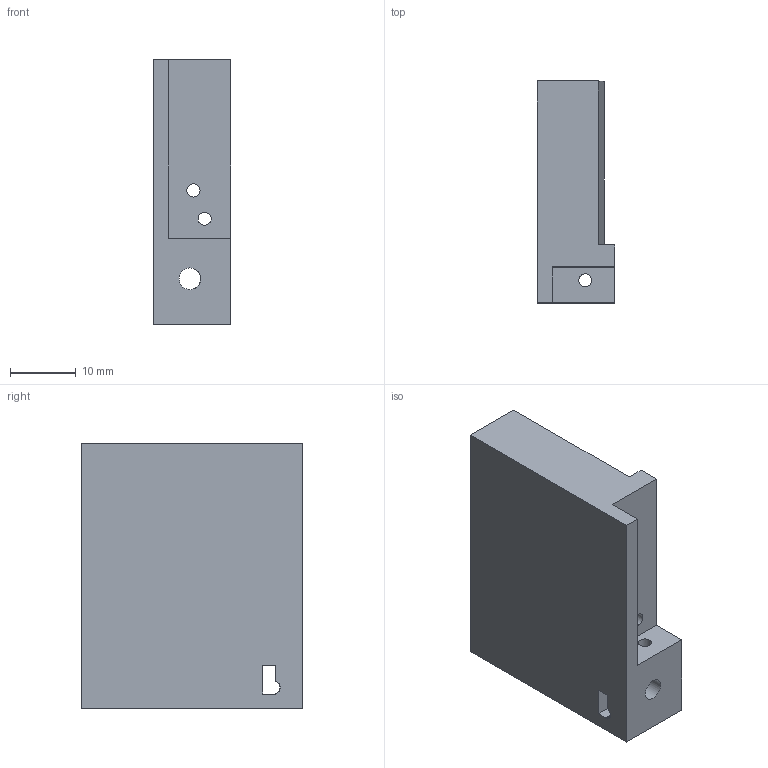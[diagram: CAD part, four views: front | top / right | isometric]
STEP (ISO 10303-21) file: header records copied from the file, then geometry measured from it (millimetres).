
FILE_DESCRIPTION(('Open CASCADE Model'),'2;1');
FILE_NAME('Open CASCADE Shape Model','2021-04-27T20:20:53',('Author'),( 'Open CASCADE'),'Open CASCADE STEP processor 7.4','Open CASCADE 7.4' ,'Unknown');
FILE_SCHEMA(('AUTOMOTIVE_DESIGN { 1 0 10303 214 1 1 1 1 }'));
Length unit declared in the file: millimetre
Products named in the file (1): Open CASCADE STEP translator 7.4 31
Bounding box: 11.82 x 33.6 x 40.19 mm (x, y, z)
Volume: 11879.2 mm3; surface area: 5191.7 mm2
Topology: 1 solids, 1 shells, 35 faces, 106 edges, 71 vertices
Faces by surface type: plane 28, cylinder 7
Full cylindrical faces by diameter (mm): 2 x3, 3.285 x1
Entity records: 6007 total; most frequent: CARTESIAN_POINT 3958, DIRECTION 345, LINE 225, VECTOR 225, ORIENTED_EDGE 212, PCURVE 212, DEFINITIONAL_REPRESENTATION 212, EDGE_CURVE 106
